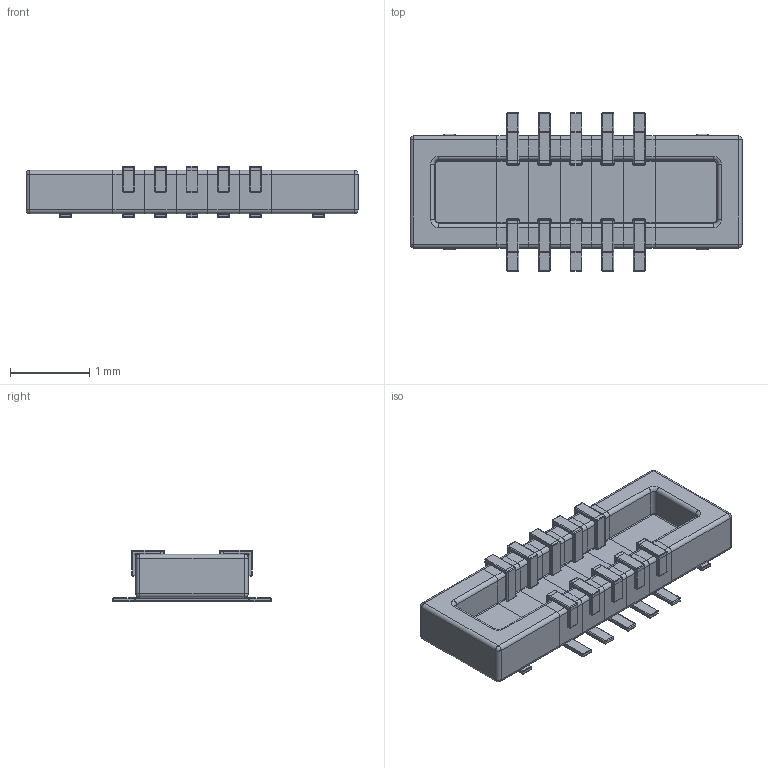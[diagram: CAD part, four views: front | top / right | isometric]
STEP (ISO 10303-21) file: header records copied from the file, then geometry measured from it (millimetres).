
FILE_DESCRIPTION(('FreeCAD Model'),'2;1');
FILE_NAME('Open CASCADE Shape Model','2023-08-15T15:10:33',(''),(''), 'Open CASCADE STEP processor 7.6','FreeCAD','Unknown');
FILE_SCHEMA(('AUTOMOTIVE_DESIGN { 1 0 10303 214 1 1 1 1 }'));
Length unit declared in the file: millimetre
Products named in the file (10): Panasonic_AXE6; EdgeShroud; EdgeShroud_OneSide; Terminals; Terminals_SinglePair; Terminals_SinglePair_Single; MidShroud; MidShroud_Single; EdgeTerminals; EdgeTerminals_Single
Assembly tree (20 placements, depth 4):
  Panasonic_AXE6
    EdgeShroud
      EdgeShroud_OneSide  x2
    Terminals
      Terminals_SinglePair  x5
        Terminals_SinglePair_Single
    MidShroud
      MidShroud_Single  x5
    EdgeTerminals
      EdgeTerminals_Single  x2
Bounding box: 4.2 x 2 x 0.65 mm (x, y, z)
Volume: 2.3 mm3; surface area: 35.2 mm2
Topology: 19 solids, 19 shells, 1300 faces, 2992 edges, 1556 vertices
Faces by surface type: cylinder 576, plane 332, sphere 164, torus 148, bspline 80
Entity records: 12478 total; most frequent: CARTESIAN_POINT 2547, DIRECTION 1968, LINE 1075, VECTOR 1075, ORIENTED_EDGE 938, PCURVE 938, DEFINITIONAL_REPRESENTATION 938, EDGE_CURVE 469
